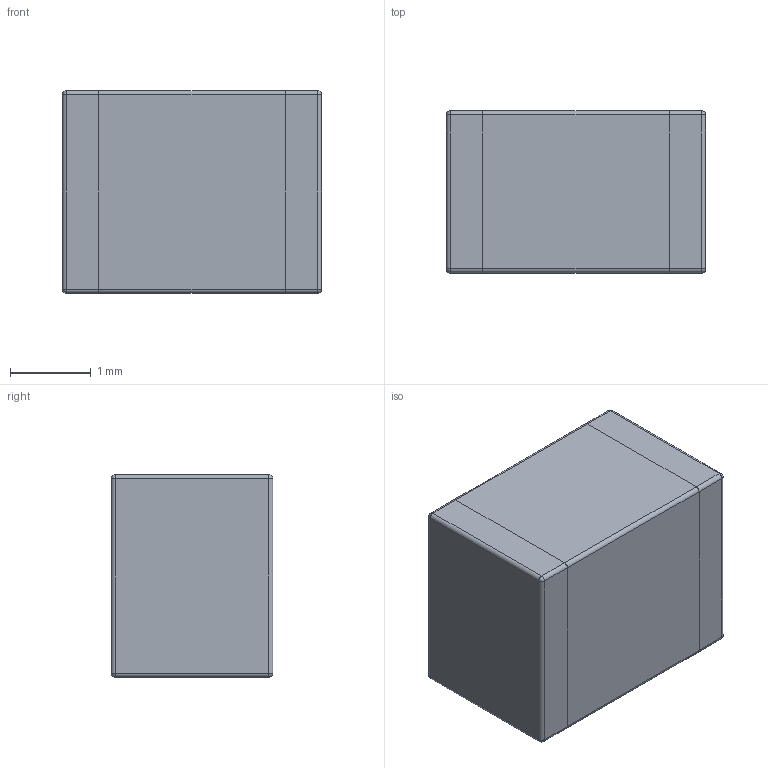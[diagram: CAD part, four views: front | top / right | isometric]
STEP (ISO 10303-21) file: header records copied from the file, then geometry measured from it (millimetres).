
FILE_DESCRIPTION (( 'STEP AP214' ), '1' );
FILE_NAME ('CAPC3225X200N EIA 1210.step', '2011-02-18T12:29:19', ( 'Andre' ), ( 'Microsoft' ), 'SwSTEP 2.0', 'SolidWorks 2009', '' );
FILE_SCHEMA (( 'AUTOMOTIVE_DESIGN' ));
Length unit declared in the file: millimetre
Products named in the file (1): CAPC3225X200N EIA 1210
Bounding box: 3.2 x 2 x 2.5 mm (x, y, z)
Volume: 16 mm3; surface area: 38.1 mm2
Topology: 1 solids, 1 shells, 42 faces, 88 edges, 40 vertices
Faces by surface type: cylinder 20, plane 14, sphere 8
Entity records: 1501 total; most frequent: DIRECTION 198, CARTESIAN_POINT 163, ORIENTED_EDGE 160, EDGE_CURVE 80, AXIS2_PLACEMENT_3D 75, VECTOR 48, LINE 48, UNCERTAINTY_MEASURE_WITH_UNIT 44
